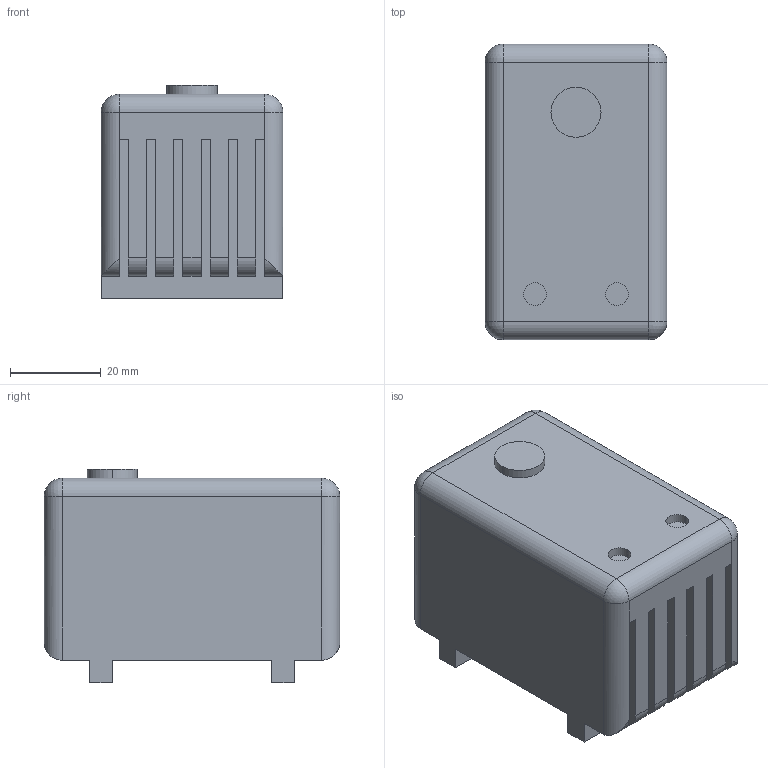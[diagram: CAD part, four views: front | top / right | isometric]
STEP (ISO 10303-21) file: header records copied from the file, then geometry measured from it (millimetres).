
FILE_DESCRIPTION (( 'STEP AP214' ), '1' );
FILE_NAME ('Òåðìîñòàò NO íà DIN ðåéêó 10À 230Â.STEP', '2018-05-29T11:08:35', ( '' ), ( '' ), 'SwSTEP 2.0', 'SolidWorks 2017', '' );
FILE_SCHEMA (( 'AUTOMOTIVE_DESIGN' ));
Length unit declared in the file: millimetre
Products named in the file (1): Òåðìîñòàò NO íà DIN ðåéêó 10À 230Â
Bounding box: 40 x 65 x 47 mm (x, y, z)
Volume: 97516.2 mm3; surface area: 21000.1 mm2
Topology: 1 solids, 1 shells, 97 faces, 260 edges, 164 vertices
Faces by surface type: plane 65, cylinder 28, sphere 4
Entity records: 3465 total; most frequent: CARTESIAN_POINT 530, ORIENTED_EDGE 512, DIRECTION 496, EDGE_CURVE 256, LINE 204, VECTOR 204, VERTEX_POINT 164, AXIS2_PLACEMENT_3D 146
